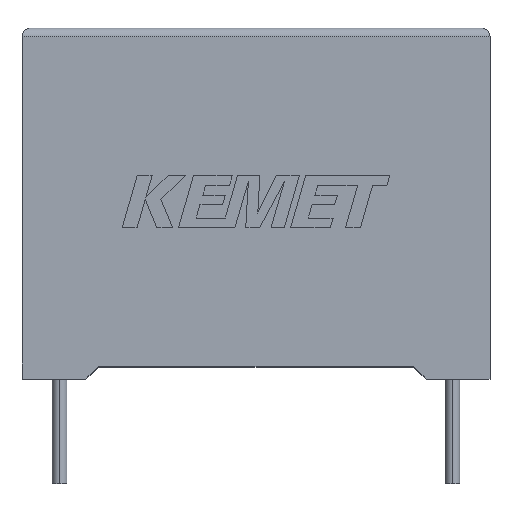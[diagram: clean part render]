
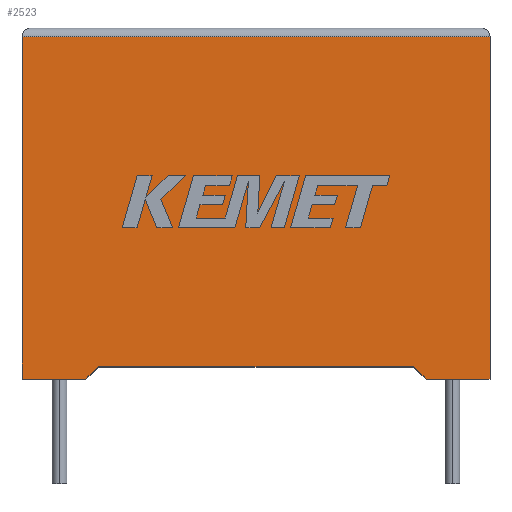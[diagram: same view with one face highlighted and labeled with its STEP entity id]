
A CAD part, top view. The second image highlights one B-rep face of the part: STEP entity #2523.
In plain terms, the highlighted planar face has unit normal (0, 0, 1).
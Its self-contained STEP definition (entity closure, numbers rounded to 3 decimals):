
#112 = LINE ( 'NONE', #2950, #553 ) ;
#187 = ORIENTED_EDGE ( 'NONE', *, *, #2257, .T. ) ;
#190 = LINE ( 'NONE', #1588, #2290 ) ;
#191 = DIRECTION ( 'NONE',  ( -1., 0., 0. ) ) ;
#226 = DIRECTION ( 'NONE',  ( 0., 1., 0. ) ) ;
#276 = VECTOR ( 'NONE', #2817, 1000. ) ;
#308 = CARTESIAN_POINT ( 'NONE',  ( 26.8, 0., 11.2 ) ) ;
#413 = VERTEX_POINT ( 'NONE', #2509 ) ;
#428 = CARTESIAN_POINT ( 'NONE',  ( 0., 19.6, 11.2 ) ) ;
#461 = DIRECTION ( 'NONE',  ( -0.732, -0.681, 0. ) ) ;
#489 = VECTOR ( 'NONE', #815, 1000. ) ;
#553 = VECTOR ( 'NONE', #1776, 1000. ) ;
#571 = CARTESIAN_POINT ( 'NONE',  ( 26.8, 19.6, 11.2 ) ) ;
#576 = ORIENTED_EDGE ( 'NONE', *, *, #1712, .T. ) ;
#589 = VERTEX_POINT ( 'NONE', #1608 ) ;
#690 = LINE ( 'NONE', #1866, #276 ) ;
#783 = ORIENTED_EDGE ( 'NONE', *, *, #2447, .F. ) ;
#785 = EDGE_CURVE ( 'NONE', #589, #2668, #112, .T. ) ;
#787 = ORIENTED_EDGE ( 'NONE', *, *, #1762, .T. ) ;
#815 = DIRECTION ( 'NONE',  ( -1., 0., 0. ) ) ;
#878 = VERTEX_POINT ( 'NONE', #2760 ) ;
#917 = VERTEX_POINT ( 'NONE', #979 ) ;
#930 = LINE ( 'NONE', #428, #967 ) ;
#967 = VECTOR ( 'NONE', #191, 1000. ) ;
#979 = CARTESIAN_POINT ( 'NONE',  ( 0., 19.6, 11.2 ) ) ;
#1062 = ORIENTED_EDGE ( 'NONE', *, *, #785, .T. ) ;
#1128 = LINE ( 'NONE', #1611, #1408 ) ;
#1173 = DIRECTION ( 'NONE',  ( -1., 0., 0. ) ) ;
#1228 = CARTESIAN_POINT ( 'NONE',  ( 0., 0., 11.2 ) ) ;
#1320 = DIRECTION ( 'NONE',  ( 0.732, -0.681, 0. ) ) ;
#1339 = EDGE_LOOP ( 'NONE', ( #787, #187, #576, #2087, #783, #2126, #2720, #1062 ) ) ;
#1401 = LINE ( 'NONE', #2607, #2590 ) ;
#1408 = VECTOR ( 'NONE', #226, 1000. ) ;
#1482 = EDGE_CURVE ( 'NONE', #2736, #589, #1401, .T. ) ;
#1588 = CARTESIAN_POINT ( 'NONE',  ( 0., 0., 11.2 ) ) ;
#1608 = CARTESIAN_POINT ( 'NONE',  ( 23.15, 0., 11.2 ) ) ;
#1611 = CARTESIAN_POINT ( 'NONE',  ( 26.8, 0., 11.2 ) ) ;
#1619 = CARTESIAN_POINT ( 'NONE',  ( 3.65, 0., 11.2 ) ) ;
#1636 = LINE ( 'NONE', #1619, #2504 ) ;
#1684 = VERTEX_POINT ( 'NONE', #571 ) ;
#1712 = EDGE_CURVE ( 'NONE', #917, #413, #690, .T. ) ;
#1762 = EDGE_CURVE ( 'NONE', #2668, #1684, #1128, .T. ) ;
#1776 = DIRECTION ( 'NONE',  ( 1., 0., 0. ) ) ;
#1824 = VERTEX_POINT ( 'NONE', #1946 ) ;
#1866 = CARTESIAN_POINT ( 'NONE',  ( 0., 0., 11.2 ) ) ;
#1946 = CARTESIAN_POINT ( 'NONE',  ( 4.394, 0.693, 11.2 ) ) ;
#2087 = ORIENTED_EDGE ( 'NONE', *, *, #2204, .T. ) ;
#2113 = FACE_OUTER_BOUND ( 'NONE', #1339, .T. ) ;
#2126 = ORIENTED_EDGE ( 'NONE', *, *, #2589, .F. ) ;
#2204 = EDGE_CURVE ( 'NONE', #413, #878, #190, .T. ) ;
#2253 = CARTESIAN_POINT ( 'NONE',  ( 22.406, 0.693, 11.2 ) ) ;
#2257 = EDGE_CURVE ( 'NONE', #1684, #917, #930, .T. ) ;
#2290 = VECTOR ( 'NONE', #2983, 1000. ) ;
#2447 = EDGE_CURVE ( 'NONE', #1824, #878, #1636, .T. ) ;
#2504 = VECTOR ( 'NONE', #461, 1000. ) ;
#2509 = CARTESIAN_POINT ( 'NONE',  ( 0., 0., 11.2 ) ) ;
#2523 = ADVANCED_FACE ( 'NONE', ( #2113 ), #2639, .F. ) ;
#2589 = EDGE_CURVE ( 'NONE', #2736, #1824, #2665, .T. ) ;
#2590 = VECTOR ( 'NONE', #1320, 1000. ) ;
#2607 = CARTESIAN_POINT ( 'NONE',  ( 23.15, 0., 11.2 ) ) ;
#2611 = DIRECTION ( 'NONE',  ( 0., 0., -1. ) ) ;
#2639 = PLANE ( 'NONE',  #2802 ) ;
#2665 = LINE ( 'NONE', #2961, #489 ) ;
#2668 = VERTEX_POINT ( 'NONE', #308 ) ;
#2720 = ORIENTED_EDGE ( 'NONE', *, *, #1482, .T. ) ;
#2736 = VERTEX_POINT ( 'NONE', #2253 ) ;
#2760 = CARTESIAN_POINT ( 'NONE',  ( 3.65, 0., 11.2 ) ) ;
#2802 = AXIS2_PLACEMENT_3D ( 'NONE', #1228, #2611, #1173 ) ;
#2817 = DIRECTION ( 'NONE',  ( 0., -1., 0. ) ) ;
#2950 = CARTESIAN_POINT ( 'NONE',  ( 0., 0., 11.2 ) ) ;
#2961 = CARTESIAN_POINT ( 'NONE',  ( 13.4, 0.693, 11.2 ) ) ;
#2983 = DIRECTION ( 'NONE',  ( 1., 0., 0. ) ) ;
